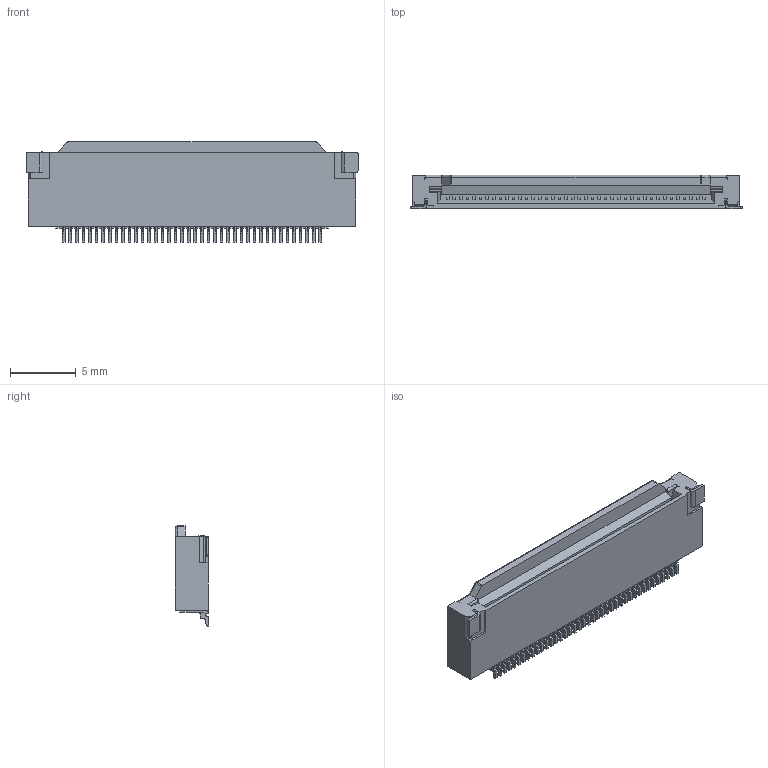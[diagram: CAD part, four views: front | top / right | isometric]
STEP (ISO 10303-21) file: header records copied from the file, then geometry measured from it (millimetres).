
FILE_DESCRIPTION(('STEP AP203'),'1');
FILE_NAME('4-2041215-0.stp','2022-11-27T18:08:54',('TraceParts'),('TraceParts S.A.'),'Spatial InterOp 3D',' ',' ');
FILE_SCHEMA(('CONFIG_CONTROL_DESIGN'));
Length unit declared in the file: millimetre
Products named in the file (1): 1
Bounding box: 25.23 x 2.55 x 7.6 mm (x, y, z)
Volume: 310.1 mm3; surface area: 746.6 mm2
Topology: 1 solids, 1 shells, 1920 faces, 5613 edges, 3734 vertices
Faces by surface type: plane 1137, cylinder 781, sphere 2
Entity records: 64317 total; most frequent: CARTESIAN_POINT 12500, ORIENTED_EDGE 11226, DIRECTION 10529, EDGE_CURVE 5613, LINE 4047, VECTOR 4047, VERTEX_POINT 3734, AXIS2_PLACEMENT_3D 3241
